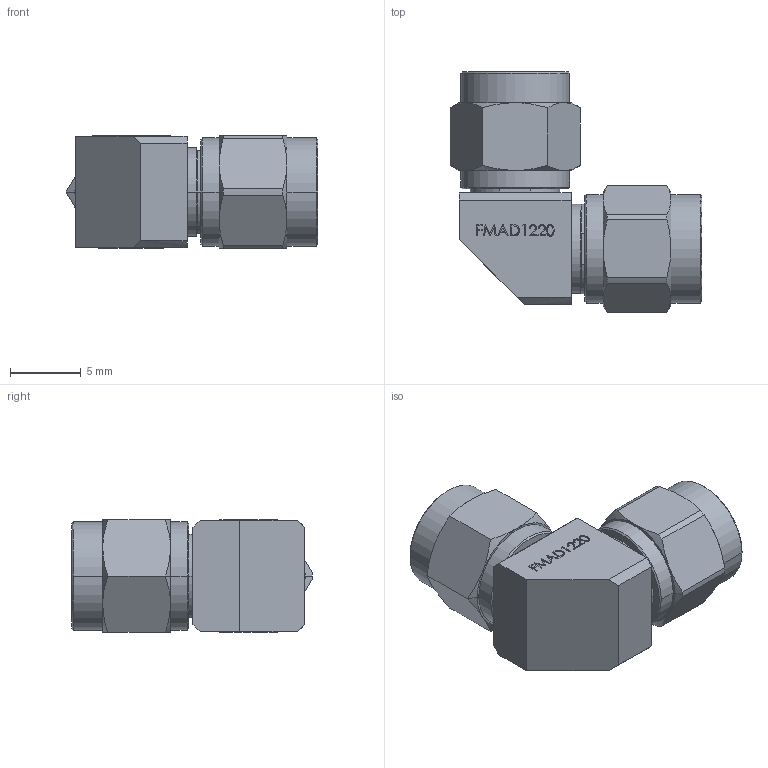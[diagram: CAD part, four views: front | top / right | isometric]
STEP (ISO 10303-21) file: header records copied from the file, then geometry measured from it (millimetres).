
FILE_DESCRIPTION (( 'STEP AP203' ), '1' );
FILE_NAME ('FMAD1220_3D.STEP', '2021-05-05T12:53:17', ( '' ), ( '' ), 'SwSTEP 2.0', 'SolidWorks 2020', '' );
FILE_SCHEMA (( 'CONFIG_CONTROL_DESIGN' ));
Length unit declared in the file: inch
Products named in the file (6): ALS-243-RIGHT.stp; ALS-248-248-12-2.stp; FMAD1220_3D; Part6^FMAD1220; ALS-1853-TOP-248.stp; als-1853-243.stp
Assembly tree (5 placements, depth 3):
  FMAD1220_3D
    als-1853-243.stp
      ALS-248-248-12-2.stp
      ALS-243-RIGHT.stp
      ALS-1853-TOP-248.stp
    Part6^FMAD1220
Bounding box: 17.86 x 17.06 x 8 mm (x, y, z)
Volume: 1266.5 mm3; surface area: 1035.3 mm2
Topology: 11 solids, 11 shells, 222 faces, 528 edges, 338 vertices
Faces by surface type: plane 115, cone 40, cylinder 36, bspline 28, torus 3
Entity records: 9113 total; most frequent: CARTESIAN_POINT 3531, ORIENTED_EDGE 1056, DIRECTION 945, EDGE_CURVE 528, VERTEX_POINT 338, AXIS2_PLACEMENT_3D 324, VECTOR 297, LINE 297
